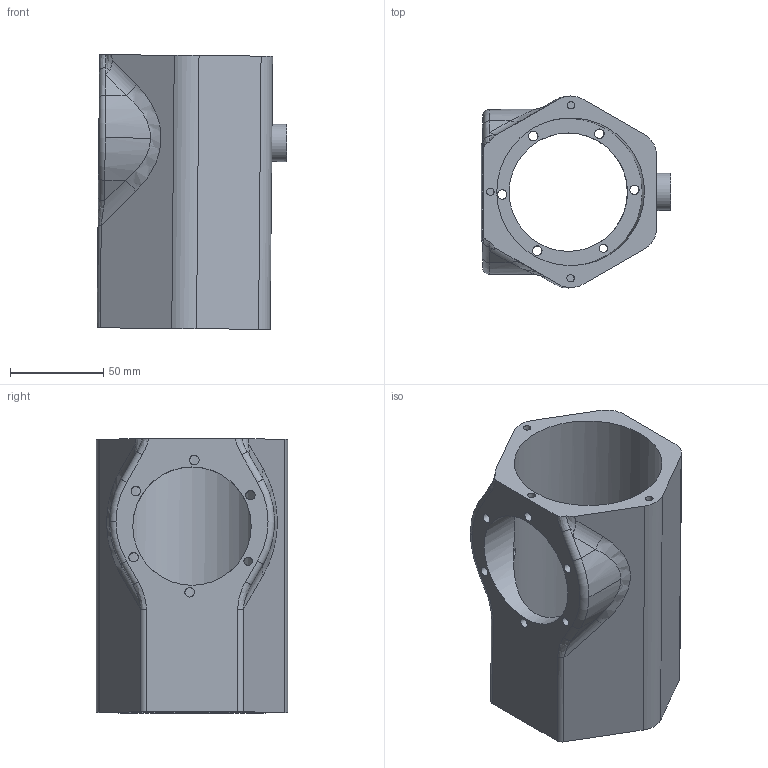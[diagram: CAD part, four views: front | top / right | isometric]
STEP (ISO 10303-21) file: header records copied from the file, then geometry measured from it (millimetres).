
FILE_DESCRIPTION(('HOOPS Exchange Step'),'2;1');
FILE_NAME('temp_export','2024-12-01T09:11:52+01:00',('astro'),('Shapr3D Limited'),'HOOPS Exchange 2024.6','Shapr3D','Authorized');
FILE_SCHEMA( ('AP242_MANAGED_MODEL_BASED_3D_ENGINEERING_MIM_LF {1 0 10303 442 1 1 4 }') );
Length unit declared in the file: millimetre
Products named in the file (2): v2.step; root
Assembly tree (1 placements, depth 2):
  root
    v2.step
Bounding box: 101.82 x 102.73 x 147.35 mm (x, y, z)
Volume: 372185.7 mm3; surface area: 91394.5 mm2
Topology: 1 solids, 1 shells, 68 faces, 183 edges, 118 vertices
Faces by surface type: cylinder 37, plane 18, bspline 10, torus 3
Full cylindrical faces by diameter (mm): 4 x3, 4.5 x2, 5.1 x10, 12 x1, 20 x1, 63.5 x2, 79.255 x1
Entity records: 7191 total; most frequent: CARTESIAN_POINT 5430, ORIENTED_EDGE 362, DIRECTION 334, EDGE_CURVE 181, AXIS2_PLACEMENT_3D 132, VERTEX_POINT 118, EDGE_LOOP 99, FACE_BOUND 99
